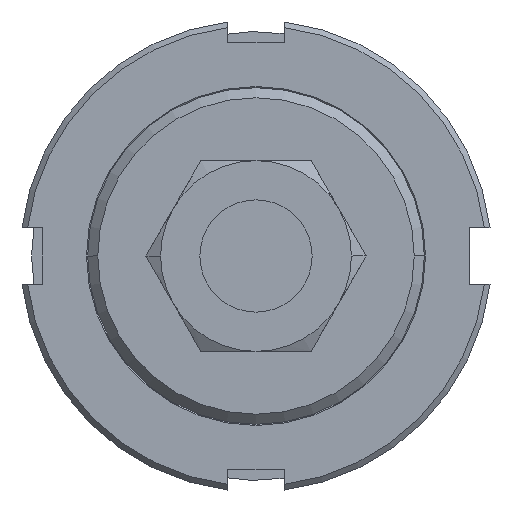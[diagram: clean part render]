
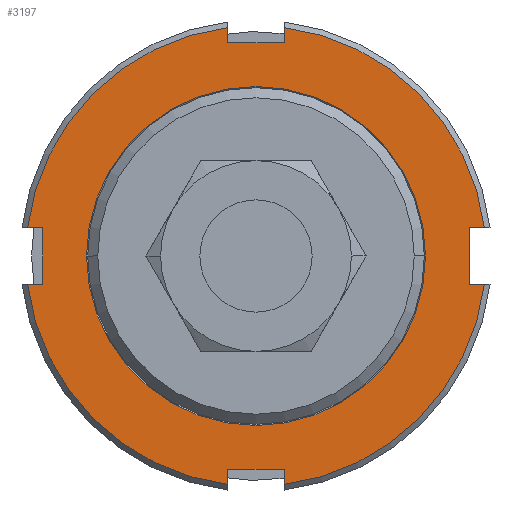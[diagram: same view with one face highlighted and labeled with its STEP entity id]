
A CAD part, front view. The second image highlights one B-rep face of the part: STEP entity #3197.
In plain terms, the highlighted face is planar.
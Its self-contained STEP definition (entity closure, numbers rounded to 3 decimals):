
#2104=CARTESIAN_POINT('',(-15.1,0.0,0.0));
#2105=VERTEX_POINT('',#2104);
#2113=CARTESIAN_POINT('',(15.1,0.,0.0));
#2114=VERTEX_POINT('',#2113);
#2121=CARTESIAN_POINT('',(0.0,0.0,0.0));
#2122=DIRECTION('',(0.0,0.0,1.0));
#2123=DIRECTION('',(-1.0,0.0,0.0));
#2124=AXIS2_PLACEMENT_3D('',#2121,#2122,#2123);
#2125=CIRCLE('',#2124,15.1);
#2126=EDGE_CURVE('',#2105,#2114,#2125,.T.);
#2158=CARTESIAN_POINT('',(0.0,0.0,0.0));
#2159=DIRECTION('',(0.0,0.0,1.0));
#2160=DIRECTION('',(-1.0,0.0,0.0));
#2161=AXIS2_PLACEMENT_3D('',#2158,#2159,#2160);
#2162=CIRCLE('',#2161,15.1);
#2163=EDGE_CURVE('',#2114,#2105,#2162,.T.);
#2261=CARTESIAN_POINT('',(-20.347,-2.5,0.0));
#2262=VERTEX_POINT('',#2261);
#2276=CARTESIAN_POINT('',(-2.5,-20.347,0.0));
#2277=VERTEX_POINT('',#2276);
#2278=CARTESIAN_POINT('',(0.0,0.0,0.0));
#2279=DIRECTION('',(0.0,0.0,1.0));
#2280=DIRECTION('',(-0.993,-0.119,0.0));
#2281=AXIS2_PLACEMENT_3D('',#2278,#2279,#2280);
#2282=CIRCLE('',#2281,20.5);
#2283=EDGE_CURVE('',#2262,#2277,#2282,.T.);
#2348=CARTESIAN_POINT('',(-2.5,-19.0,0.0));
#2349=VERTEX_POINT('',#2348);
#2350=CARTESIAN_POINT('',(-2.5,-19.0,0.0));
#2351=DIRECTION('',(0.0,-1.0,0.0));
#2352=VECTOR('',#2351,1.347);
#2353=LINE('',#2350,#2352);
#2354=EDGE_CURVE('',#2349,#2277,#2353,.T.);
#2396=CARTESIAN_POINT('',(2.5,-20.347,0.0));
#2397=VERTEX_POINT('',#2396);
#2411=CARTESIAN_POINT('',(20.347,-2.5,0.0));
#2412=VERTEX_POINT('',#2411);
#2413=CARTESIAN_POINT('',(0.0,0.0,0.0));
#2414=DIRECTION('',(0.0,0.0,1.0));
#2415=DIRECTION('',(0.119,-0.993,0.0));
#2416=AXIS2_PLACEMENT_3D('',#2413,#2414,#2415);
#2417=CIRCLE('',#2416,20.5);
#2418=EDGE_CURVE('',#2397,#2412,#2417,.T.);
#2483=CARTESIAN_POINT('',(19.0,-2.5,0.0));
#2484=VERTEX_POINT('',#2483);
#2485=CARTESIAN_POINT('',(19.0,-2.5,0.0));
#2486=DIRECTION('',(1.0,0.0,0.0));
#2487=VECTOR('',#2486,1.347);
#2488=LINE('',#2485,#2487);
#2489=EDGE_CURVE('',#2484,#2412,#2488,.T.);
#2531=CARTESIAN_POINT('',(20.347,2.5,0.0));
#2532=VERTEX_POINT('',#2531);
#2546=CARTESIAN_POINT('',(2.5,20.347,0.0));
#2547=VERTEX_POINT('',#2546);
#2548=CARTESIAN_POINT('',(0.0,0.0,0.0));
#2549=DIRECTION('',(0.0,0.0,1.0));
#2550=DIRECTION('',(0.993,0.119,0.0));
#2551=AXIS2_PLACEMENT_3D('',#2548,#2549,#2550);
#2552=CIRCLE('',#2551,20.5);
#2553=EDGE_CURVE('',#2532,#2547,#2552,.T.);
#2618=CARTESIAN_POINT('',(2.5,19.0,0.0));
#2619=VERTEX_POINT('',#2618);
#2620=CARTESIAN_POINT('',(2.5,19.0,0.0));
#2621=DIRECTION('',(0.0,1.0,0.0));
#2622=VECTOR('',#2621,1.347);
#2623=LINE('',#2620,#2622);
#2624=EDGE_CURVE('',#2619,#2547,#2623,.T.);
#2707=CARTESIAN_POINT('',(-19.0,-2.5,0.0));
#2708=VERTEX_POINT('',#2707);
#2715=CARTESIAN_POINT('',(-20.347,-2.5,0.0));
#2716=DIRECTION('',(1.0,0.0,0.0));
#2717=VECTOR('',#2716,1.347);
#2718=LINE('',#2715,#2717);
#2719=EDGE_CURVE('',#2262,#2708,#2718,.T.);
#2859=CARTESIAN_POINT('',(2.5,-19.0,0.0));
#2860=VERTEX_POINT('',#2859);
#2867=CARTESIAN_POINT('',(2.5,-20.347,0.0));
#2868=DIRECTION('',(0.0,1.0,0.0));
#2869=VECTOR('',#2868,1.347);
#2870=LINE('',#2867,#2869);
#2871=EDGE_CURVE('',#2397,#2860,#2870,.T.);
#2960=CARTESIAN_POINT('',(-20.347,2.5,0.0));
#2961=VERTEX_POINT('',#2960);
#2975=CARTESIAN_POINT('',(-19.0,2.5,0.0));
#2976=VERTEX_POINT('',#2975);
#2977=CARTESIAN_POINT('',(-19.0,2.5,0.0));
#2978=DIRECTION('',(-1.0,0.0,0.0));
#2979=VECTOR('',#2978,1.347);
#2980=LINE('',#2977,#2979);
#2981=EDGE_CURVE('',#2976,#2961,#2980,.T.);
#3023=CARTESIAN_POINT('',(-2.5,20.347,0.0));
#3024=VERTEX_POINT('',#3023);
#3038=CARTESIAN_POINT('',(0.0,0.0,0.0));
#3039=DIRECTION('',(0.0,0.0,1.0));
#3040=DIRECTION('',(-0.119,0.993,0.0));
#3041=AXIS2_PLACEMENT_3D('',#3038,#3039,#3040);
#3042=CIRCLE('',#3041,20.5);
#3043=EDGE_CURVE('',#3024,#2961,#3042,.T.);
#3057=CARTESIAN_POINT('',(-19.0,-2.5,0.0));
#3058=DIRECTION('',(0.0,1.0,0.0));
#3059=VECTOR('',#3058,5.0);
#3060=LINE('',#3057,#3059);
#3061=EDGE_CURVE('',#2708,#2976,#3060,.T.);
#3074=CARTESIAN_POINT('',(-2.5,19.0,0.0));
#3075=VERTEX_POINT('',#3074);
#3082=CARTESIAN_POINT('',(-2.5,20.347,0.0));
#3083=DIRECTION('',(0.0,-1.0,0.0));
#3084=VECTOR('',#3083,1.347);
#3085=LINE('',#3082,#3084);
#3086=EDGE_CURVE('',#3024,#3075,#3085,.T.);
#3100=CARTESIAN_POINT('',(-2.5,19.0,0.0));
#3101=DIRECTION('',(1.0,0.0,0.0));
#3102=VECTOR('',#3101,5.);
#3103=LINE('',#3100,#3102);
#3104=EDGE_CURVE('',#3075,#2619,#3103,.T.);
#3119=CARTESIAN_POINT('',(19.0,2.5,0.0));
#3120=VERTEX_POINT('',#3119);
#3127=CARTESIAN_POINT('',(20.347,2.5,0.0));
#3128=DIRECTION('',(-1.0,0.0,0.0));
#3129=VECTOR('',#3128,1.347);
#3130=LINE('',#3127,#3129);
#3131=EDGE_CURVE('',#2532,#3120,#3130,.T.);
#3143=CARTESIAN_POINT('',(19.0,2.5,0.0));
#3144=DIRECTION('',(0.0,-1.0,0.0));
#3145=VECTOR('',#3144,5.0);
#3146=LINE('',#3143,#3145);
#3147=EDGE_CURVE('',#3120,#2484,#3146,.T.);
#3160=CARTESIAN_POINT('',(2.5,-19.0,0.0));
#3161=DIRECTION('',(-1.0,0.0,0.0));
#3162=VECTOR('',#3161,5.0);
#3163=LINE('',#3160,#3162);
#3164=EDGE_CURVE('',#2860,#2349,#3163,.T.);
#3170=CARTESIAN_POINT('',(0.,0.0,0.0));
#3171=DIRECTION('',(0.0,0.0,1.0));
#3172=DIRECTION('',(1.0,0.0,0.0));
#3173=AXIS2_PLACEMENT_3D('',#3170,#3171,#3172);
#3174=PLANE('',#3173);
#3175=ORIENTED_EDGE('',*,*,#2283,.F.);
#3176=ORIENTED_EDGE('',*,*,#2719,.T.);
#3177=ORIENTED_EDGE('',*,*,#3061,.T.);
#3178=ORIENTED_EDGE('',*,*,#2981,.T.);
#3179=ORIENTED_EDGE('',*,*,#3043,.F.);
#3180=ORIENTED_EDGE('',*,*,#3086,.T.);
#3181=ORIENTED_EDGE('',*,*,#3104,.T.);
#3182=ORIENTED_EDGE('',*,*,#2624,.T.);
#3183=ORIENTED_EDGE('',*,*,#2553,.F.);
#3184=ORIENTED_EDGE('',*,*,#3131,.T.);
#3185=ORIENTED_EDGE('',*,*,#3147,.T.);
#3186=ORIENTED_EDGE('',*,*,#2489,.T.);
#3187=ORIENTED_EDGE('',*,*,#2418,.F.);
#3188=ORIENTED_EDGE('',*,*,#2871,.T.);
#3189=ORIENTED_EDGE('',*,*,#3164,.T.);
#3190=ORIENTED_EDGE('',*,*,#2354,.T.);
#3191=EDGE_LOOP('',(#3175,#3176,#3177,#3178,#3179,#3180,#3181,#3182,#3183,#3184,#3185,#3186,#3187,#3188,#3189,#3190));
#3192=FACE_OUTER_BOUND('',#3191,.T.);
#3193=ORIENTED_EDGE('',*,*,#2126,.T.);
#3194=ORIENTED_EDGE('',*,*,#2163,.T.);
#3195=EDGE_LOOP('',(#3193,#3194));
#3196=FACE_BOUND('',#3195,.T.);
#3197=ADVANCED_FACE('',(#3192,#3196),#3174,.F.);
